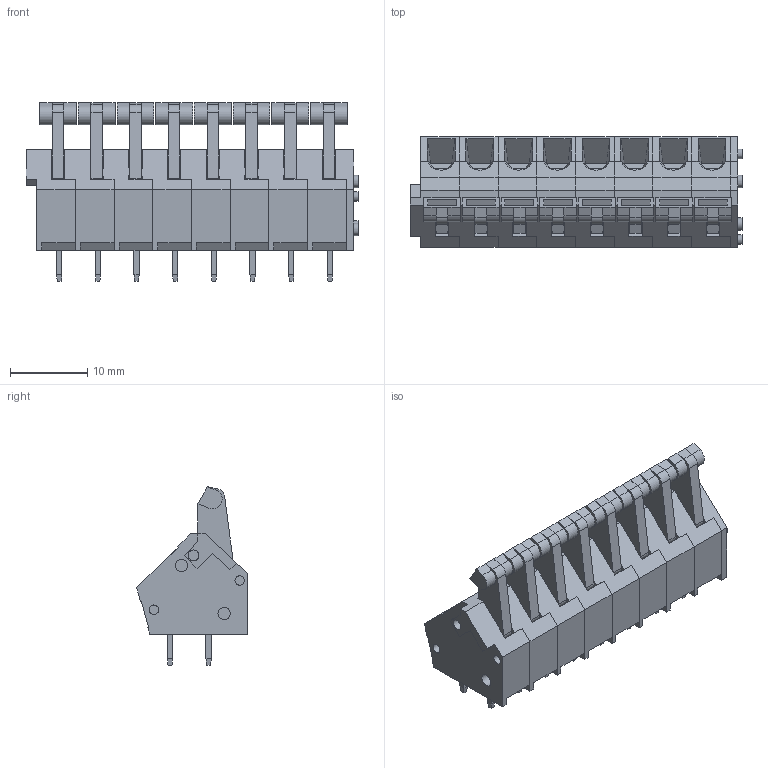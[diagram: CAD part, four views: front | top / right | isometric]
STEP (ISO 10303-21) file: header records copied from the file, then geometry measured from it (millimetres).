
FILE_DESCRIPTION( ( 'Unknown' ), '1' );
FILE_NAME( '691414720008.stp', 'Unknown', ( 'Unknown' ), ( 'Unknown' ), 'PSStep 17.0.49', 'Unknown', ' ' );
FILE_SCHEMA( ( 'AUTOMOTIVE_DESIGN { 1 0 10303 214 1 1 1 1 }' ) );
Length unit declared in the file: millimetre
Products named in the file (7): 6914147200xx_MODULE; 6914147200xx; 6914147200xx_LAME; 6914147200xx_PIN; 6914147200xx_LEVIER; Assem1; 6914147200xx_CAPOT
Assembly tree (13 placements, depth 3):
  Assem1
    6914147200xx_CAPOT
    6914147200xx_MODULE  x8
      6914147200xx
      6914147200xx_LAME
      6914147200xx_PIN
      6914147200xx_LEVIER
Bounding box: 42.9 x 14.3 x 23.08 mm (x, y, z)
Volume: 3997.9 mm3; surface area: 11133.1 mm2
Topology: 33 solids, 33 shells, 1748 faces, 4595 edges, 2977 vertices
Faces by surface type: plane 1319, cylinder 405, bspline 16, cone 8
Full cylindrical faces by diameter (mm): 1.2 x17, 1.25 x17, 1.4 x25, 1.6 x34
Entity records: 9576 total; most frequent: CARTESIAN_POINT 1391, ORIENTED_EDGE 1252, DIRECTION 1242, EDGE_CURVE 626, LINE 510, VECTOR 510, VERTEX_POINT 417, AXIS2_PLACEMENT_3D 366
